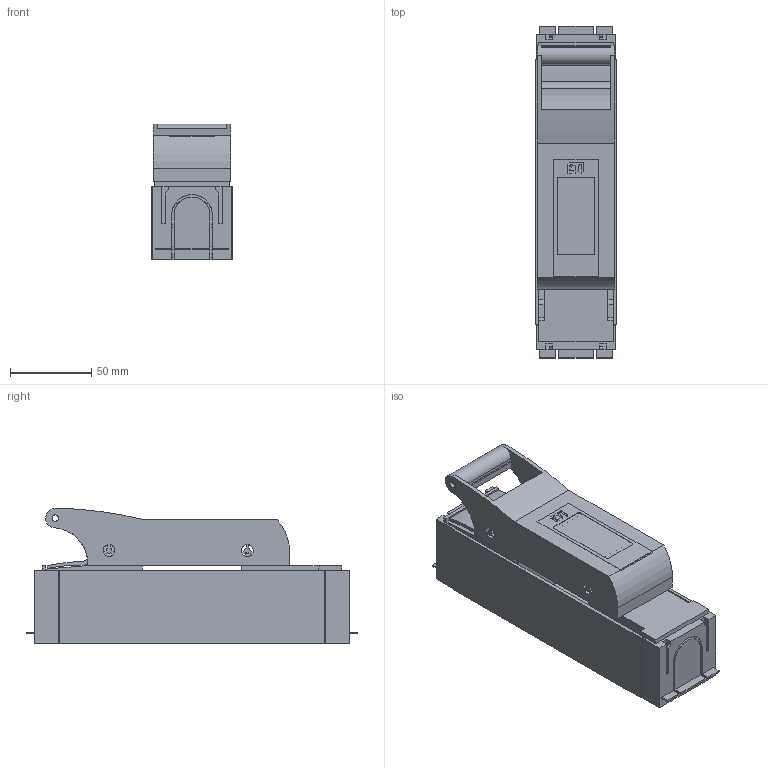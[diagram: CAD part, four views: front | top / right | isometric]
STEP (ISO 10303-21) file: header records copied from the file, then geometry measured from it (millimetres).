
FILE_DESCRIPTION((''),'2;1');
FILE_NAME('001690890_KVL-00_1P_M8-M8_ASM','2021-11-16T',('marketing.praksa'),('Audax d.o.o.'),'CREO PARAMETRIC BY PTC INC, 2017480','CREO PARAMETRIC BY PTC INC, 2017480','');
FILE_SCHEMA(('AUTOMOTIVE_DESIGN { 1 0 10303 214 1 1 1 1 }'));
Length unit declared in the file: millimetre
Products named in the file (11): 34174_L_TRENNERGEHAEUSE_GR00__3; 153126_L01_FEDERKONTAKT_GR00__5; 34175_L_ABDECKUNG_OBEN_GR00-1_3; 34176_L_ABDECKUNG_UNTEN_GR00__3; 65716_SECHSKANTSCHRAUBE_MIT_R_8; PART_1_1_1_2_3_1; PART2_1_1_1_2_3_1; ETI_LOGO_1_1_1_1_1_1_1_2_3_4_13; ETI_LOGO_2_1_1_1_1_1_1_2_3_4_13; ETI_LOGO_3_1_1_1_1_1_1_2_3_4_13; 001690890_KVL-00_1P_M8-M8_ASM
Assembly tree (12 placements, depth 2):
  001690890_KVL-00_1P_M8-M8_ASM
    34174_L_TRENNERGEHAEUSE_GR00__3
    153126_L01_FEDERKONTAKT_GR00__5  x2
    34175_L_ABDECKUNG_OBEN_GR00-1_3
    34176_L_ABDECKUNG_UNTEN_GR00__3
    65716_SECHSKANTSCHRAUBE_MIT_R_8  x2
    PART_1_1_1_2_3_1
    PART2_1_1_1_2_3_1
    ETI_LOGO_1_1_1_1_1_1_1_2_3_4_13
    ETI_LOGO_2_1_1_1_1_1_1_2_3_4_13
    ETI_LOGO_3_1_1_1_1_1_1_2_3_4_13
Bounding box: 50 x 204.05 x 83.19 mm (x, y, z)
Volume: 358220 mm3; surface area: 134286.3 mm2
Topology: 12 solids, 12 shells, 786 faces, 2313 edges, 1572 vertices
Faces by surface type: plane 571, cylinder 195, cone 20
Entity records: 32368 total; most frequent: CARTESIAN_POINT 4533, ORIENTED_EDGE 4236, DIRECTION 4057, PRESENTATION_STYLE_ASSIGNMENT 2250, STYLED_ITEM 2250, CURVE_STYLE 2118, EDGE_CURVE 2118, VECTOR 1599
